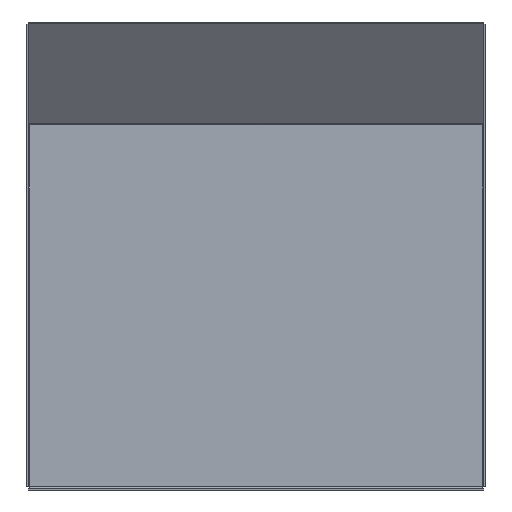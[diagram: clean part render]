
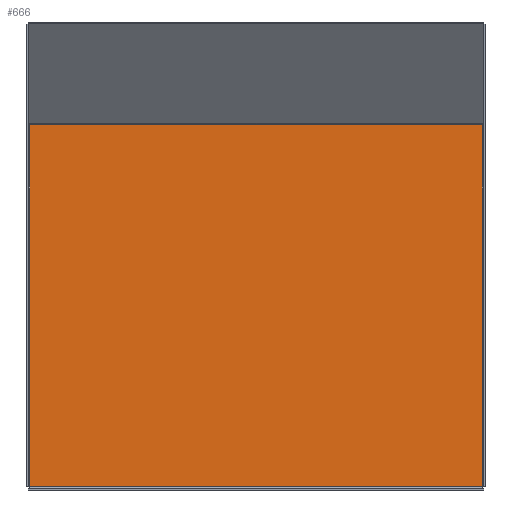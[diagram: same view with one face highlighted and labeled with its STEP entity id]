
A CAD part, front view. The second image highlights one B-rep face of the part: STEP entity #666.
In plain terms, the highlighted planar face has unit normal (0, -1, 0).
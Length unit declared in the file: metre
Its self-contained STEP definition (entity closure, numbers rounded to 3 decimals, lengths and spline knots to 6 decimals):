
#80=ORIENTED_EDGE('',*,*,#254,.T.);
#81=ORIENTED_EDGE('',*,*,#255,.T.);
#82=ORIENTED_EDGE('',*,*,#256,.F.);
#83=ORIENTED_EDGE('',*,*,#257,.F.);
#254=EDGE_CURVE('',#342,#343,#400,.F.);
#255=EDGE_CURVE('',#343,#344,#401,.T.);
#256=EDGE_CURVE('',#345,#344,#402,.T.);
#257=EDGE_CURVE('',#342,#345,#403,.T.);
#342=VERTEX_POINT('',#1024);
#343=VERTEX_POINT('',#1025);
#344=VERTEX_POINT('',#1027);
#345=VERTEX_POINT('',#1029);
#400=LINE('',#1023,#478);
#401=LINE('',#1026,#479);
#402=LINE('',#1028,#480);
#403=LINE('',#1030,#481);
#478=VECTOR('',#817,1.);
#479=VECTOR('',#818,1.);
#480=VECTOR('',#819,1.);
#481=VECTOR('',#820,1.);
#542=EDGE_LOOP('',(#80,#81,#82,#83));
#586=FACE_BOUND('',#542,.T.);
#630=PLANE('',#723);
#666=ADVANCED_FACE('',(#586),#630,.F.);
#723=AXIS2_PLACEMENT_3D('',#1022,#815,#816);
#815=DIRECTION('',(0.,1.,0.));
#816=DIRECTION('',(0.,0.,1.));
#817=DIRECTION('',(-1.,0.,0.));
#818=DIRECTION('',(0.,0.,1.));
#819=DIRECTION('',(1.,0.,0.));
#820=DIRECTION('',(0.,0.,1.));
#1022=CARTESIAN_POINT('',(0.,0.298,0.206246));
#1023=CARTESIAN_POINT('',(0.,0.298,0.004));
#1024=CARTESIAN_POINT('',(0.002,0.298,0.004));
#1025=CARTESIAN_POINT('',(0.494,0.298,0.004));
#1026=CARTESIAN_POINT('',(0.494,0.298,0.206246));
#1027=CARTESIAN_POINT('',(0.494,0.298,0.397199));
#1028=CARTESIAN_POINT('',(0.,0.298,0.397199));
#1029=CARTESIAN_POINT('',(0.002,0.298,0.397199));
#1030=CARTESIAN_POINT('',(0.002,0.298,0.206246));
